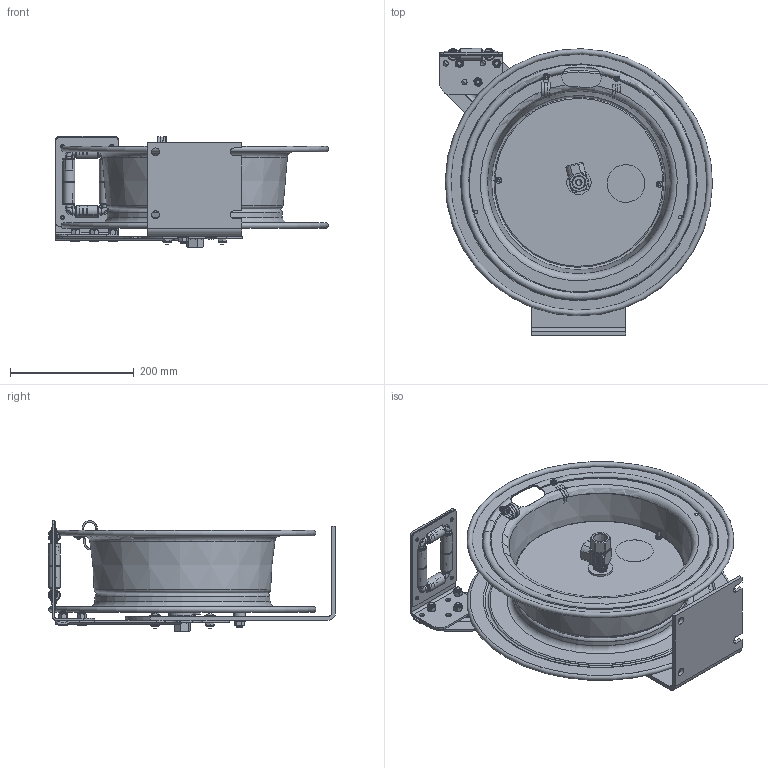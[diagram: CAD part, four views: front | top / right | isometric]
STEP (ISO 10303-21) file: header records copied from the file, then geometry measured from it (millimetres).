
FILE_DESCRIPTION(/* description */ (''),/* implementation_level */ '2;1');
FILE_NAME(/* name */ 'EZ-P-LP-450_SHARED.stp',/* time_stamp */ '2020-01-16T11:28:02-07:00',/* author */ ('NMelton'),/* organization */ (''),/* preprocessor_version */ 'ST-DEVELOPER v17',/* originating_system */ 'Autodesk Inventor 2019',/* authorisation */ '');
FILE_SCHEMA (('AUTOMOTIVE_DESIGN { 1 0 10303 214 3 1 1 }'));
Products named in the file (1): EZ-P-LP-450_SHARED
Bounding box: 441 x 464.21 x 179.96 mm (x, y, z)
Surface area: 1132487.2 mm2 (no closed solid volume)
Topology: 0 solids, 223 shells, 1843 faces, 9780 edges, 7940 vertices
Faces by surface type: plane 951, cylinder 497, cone 157, bspline 123, torus 84, sphere 31
Full cylindrical faces by diameter (mm): 2.159 x2, 3.962 x2, 4.699 x4, 4.826 x6, 5.08 x2, 5.588 x5, 5.613 x3, 6.35 x4, 7.112 x1, 7.925 x1, 7.938 x3, 8.636 x3, 8.731 x4, 9.398 x1, 11.43 x3, 12.192 x8, 12.7 x2, 15.875 x1, 17.882 x1, 19.05 x7, 20.574 x1, 28.575 x1, 39.624 x1, 44.044 x1, 60.96 x1
Entity records: 104603 total; most frequent: CARTESIAN_POINT 31488, ORIENTED_EDGE 13122, DIRECTION 12978, EDGE_CURVE 9745, VERTEX_POINT 7940, LINE 5384, VECTOR 5384, AXIS2_PLACEMENT_3D 3797
